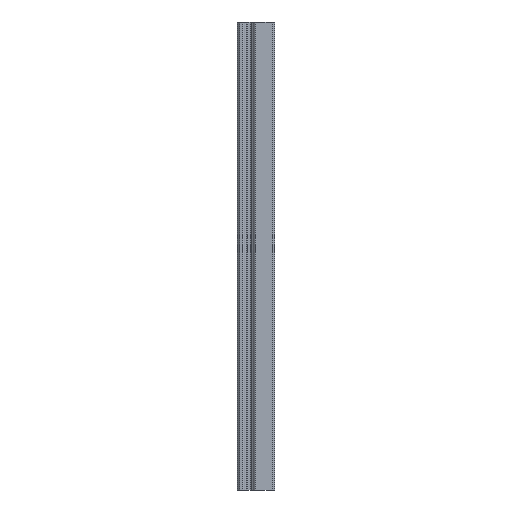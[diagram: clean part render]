
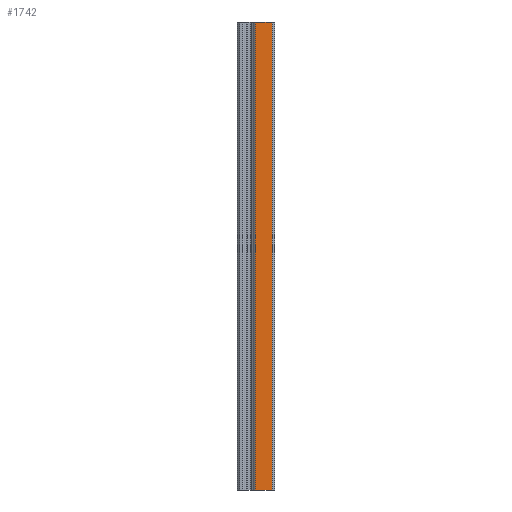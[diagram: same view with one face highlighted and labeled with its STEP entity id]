
A CAD part, left-side view. The second image highlights one B-rep face of the part: STEP entity #1742.
In plain terms, the highlighted planar face has unit normal (-1, 0, 0).
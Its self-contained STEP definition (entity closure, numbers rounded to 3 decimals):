
#92 = EDGE_LOOP ( 'NONE', ( #271, #935, #951, #1601 ) ) ;
#167 = CARTESIAN_POINT ( 'NONE',  ( -5.982, -1.37, 50. ) ) ;
#270 = FACE_OUTER_BOUND ( 'NONE', #92, .T. ) ;
#271 = ORIENTED_EDGE ( 'NONE', *, *, #1222, .T. ) ;
#282 = EDGE_CURVE ( 'NONE', #2010, #1441, #1668, .T. ) ;
#317 = VECTOR ( 'NONE', #831, 1000. ) ;
#339 = DIRECTION ( 'NONE',  ( 1., 0., 0. ) ) ;
#482 = CARTESIAN_POINT ( 'NONE',  ( -5.982, -1.37, -50. ) ) ;
#545 = CARTESIAN_POINT ( 'NONE',  ( -5.982, -5.001, -50. ) ) ;
#641 = DIRECTION ( 'NONE',  ( 0., 0., -1. ) ) ;
#651 = EDGE_CURVE ( 'NONE', #2010, #1657, #1500, .T. ) ;
#690 = CARTESIAN_POINT ( 'NONE',  ( -5.982, -1.37, -50. ) ) ;
#714 = VECTOR ( 'NONE', #641, 1000. ) ;
#737 = VERTEX_POINT ( 'NONE', #545 ) ;
#831 = DIRECTION ( 'NONE',  ( 0., 0., -1. ) ) ;
#859 = DIRECTION ( 'NONE',  ( 0., -1., 0. ) ) ;
#872 = LINE ( 'NONE', #956, #714 ) ;
#935 = ORIENTED_EDGE ( 'NONE', *, *, #1736, .F. ) ;
#951 = ORIENTED_EDGE ( 'NONE', *, *, #282, .F. ) ;
#956 = CARTESIAN_POINT ( 'NONE',  ( -5.982, -5.001, 50. ) ) ;
#961 = VECTOR ( 'NONE', #859, 1000. ) ;
#981 = DIRECTION ( 'NONE',  ( 0., 0., -1. ) ) ;
#1000 = PLANE ( 'NONE',  #1210 ) ;
#1158 = CARTESIAN_POINT ( 'NONE',  ( -5.982, -1.37, 50. ) ) ;
#1189 = DIRECTION ( 'NONE',  ( 0., -1., 0. ) ) ;
#1210 = AXIS2_PLACEMENT_3D ( 'NONE', #1158, #339, #981 ) ;
#1222 = EDGE_CURVE ( 'NONE', #1657, #737, #1816, .T. ) ;
#1246 = CARTESIAN_POINT ( 'NONE',  ( -5.982, -5.001, 50. ) ) ;
#1441 = VERTEX_POINT ( 'NONE', #1246 ) ;
#1500 = LINE ( 'NONE', #1783, #317 ) ;
#1601 = ORIENTED_EDGE ( 'NONE', *, *, #651, .T. ) ;
#1657 = VERTEX_POINT ( 'NONE', #482 ) ;
#1668 = LINE ( 'NONE', #1824, #1852 ) ;
#1736 = EDGE_CURVE ( 'NONE', #1441, #737, #872, .T. ) ;
#1742 = ADVANCED_FACE ( 'NONE', ( #270 ), #1000, .F. ) ;
#1783 = CARTESIAN_POINT ( 'NONE',  ( -5.982, -1.37, 50. ) ) ;
#1816 = LINE ( 'NONE', #690, #961 ) ;
#1824 = CARTESIAN_POINT ( 'NONE',  ( -5.982, -1.37, 50. ) ) ;
#1852 = VECTOR ( 'NONE', #1189, 1000. ) ;
#2010 = VERTEX_POINT ( 'NONE', #167 ) ;
